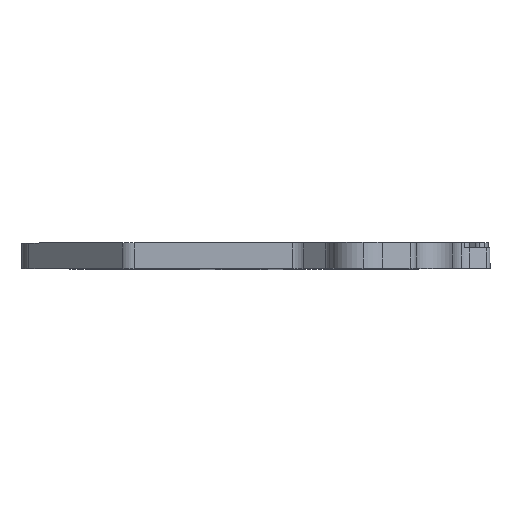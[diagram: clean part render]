
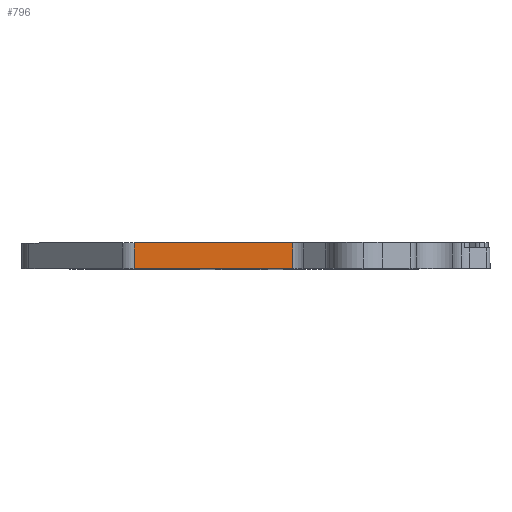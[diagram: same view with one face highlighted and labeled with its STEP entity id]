
A CAD part, top view. The second image highlights one B-rep face of the part: STEP entity #796.
In plain terms, the highlighted planar face has unit normal (0, 0, 1).
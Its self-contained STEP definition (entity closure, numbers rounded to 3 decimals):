
#211 = EDGE_CURVE ( 'NONE', #4636, #3881, #3894, .T. ) ;
#216 = EDGE_LOOP ( 'NONE', ( #1184, #1281, #4685, #2511 ) ) ;
#308 = CARTESIAN_POINT ( 'NONE',  ( 6.272, 0., 12.5 ) ) ;
#424 = LINE ( 'NONE', #1930, #2792 ) ;
#560 = DIRECTION ( 'NONE',  ( 0., 0., 1. ) ) ;
#796 = ADVANCED_FACE ( 'NONE', ( #4538 ), #4167, .T. ) ;
#1184 = ORIENTED_EDGE ( 'NONE', *, *, #2525, .F. ) ;
#1281 = ORIENTED_EDGE ( 'NONE', *, *, #211, .T. ) ;
#1353 = LINE ( 'NONE', #4625, #1810 ) ;
#1546 = DIRECTION ( 'NONE',  ( 1., 0., 0. ) ) ;
#1659 = EDGE_CURVE ( 'NONE', #3881, #2311, #424, .T. ) ;
#1740 = VECTOR ( 'NONE', #5167, 1000. ) ;
#1810 = VECTOR ( 'NONE', #3840, 1000. ) ;
#1930 = CARTESIAN_POINT ( 'NONE',  ( 6.272, 0., 12.5 ) ) ;
#2115 = DIRECTION ( 'NONE',  ( 1., 0., 0. ) ) ;
#2311 = VERTEX_POINT ( 'NONE', #4613 ) ;
#2314 = VERTEX_POINT ( 'NONE', #2592 ) ;
#2327 = DIRECTION ( 'NONE',  ( 0., 1., 0. ) ) ;
#2511 = ORIENTED_EDGE ( 'NONE', *, *, #2594, .F. ) ;
#2525 = EDGE_CURVE ( 'NONE', #4636, #2314, #1353, .T. ) ;
#2592 = CARTESIAN_POINT ( 'NONE',  ( -13.22, 3.175, 12.5 ) ) ;
#2594 = EDGE_CURVE ( 'NONE', #2314, #2311, #3166, .T. ) ;
#2792 = VECTOR ( 'NONE', #2327, 1000. ) ;
#3166 = LINE ( 'NONE', #4039, #1740 ) ;
#3212 = VECTOR ( 'NONE', #1546, 1000. ) ;
#3503 = CARTESIAN_POINT ( 'NONE',  ( -13.22, 0., 12.5 ) ) ;
#3531 = CARTESIAN_POINT ( 'NONE',  ( 0., 0., 12.5 ) ) ;
#3840 = DIRECTION ( 'NONE',  ( 0., 1., 0. ) ) ;
#3881 = VERTEX_POINT ( 'NONE', #308 ) ;
#3894 = LINE ( 'NONE', #3531, #3212 ) ;
#3902 = AXIS2_PLACEMENT_3D ( 'NONE', #4140, #560, #2115 ) ;
#4039 = CARTESIAN_POINT ( 'NONE',  ( 0., 3.175, 12.5 ) ) ;
#4140 = CARTESIAN_POINT ( 'NONE',  ( -12.3, 0., 12.5 ) ) ;
#4167 = PLANE ( 'NONE',  #3902 ) ;
#4538 = FACE_OUTER_BOUND ( 'NONE', #216, .T. ) ;
#4613 = CARTESIAN_POINT ( 'NONE',  ( 6.272, 3.175, 12.5 ) ) ;
#4625 = CARTESIAN_POINT ( 'NONE',  ( -13.22, -43.062, 12.5 ) ) ;
#4636 = VERTEX_POINT ( 'NONE', #3503 ) ;
#4685 = ORIENTED_EDGE ( 'NONE', *, *, #1659, .T. ) ;
#5167 = DIRECTION ( 'NONE',  ( 1., 0., 0. ) ) ;
